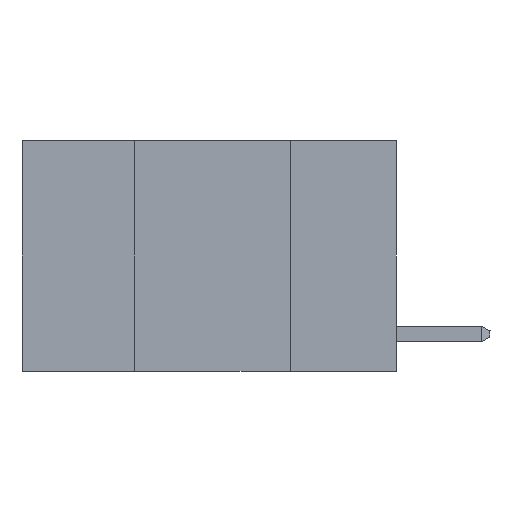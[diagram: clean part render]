
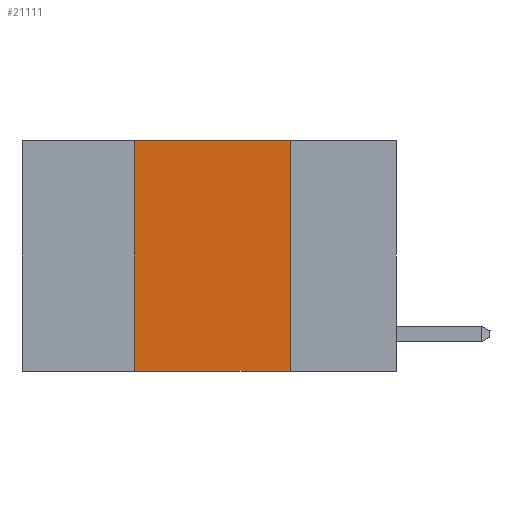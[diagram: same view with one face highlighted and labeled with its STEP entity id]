
A CAD part, left-side view. The second image highlights one B-rep face of the part: STEP entity #21111.
In plain terms, the highlighted planar face has unit normal (-1, 0, 0).
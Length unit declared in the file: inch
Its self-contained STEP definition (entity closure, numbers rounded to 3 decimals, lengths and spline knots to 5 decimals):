
#932 = DIRECTION ( 'NONE',  ( 0., 0., -1. ) ) ;
#1226 = CARTESIAN_POINT ( 'NONE',  ( 0., 0.42, 0. ) ) ;
#1939 = DIRECTION ( 'NONE',  ( 0., 0., -1. ) ) ;
#2277 = VERTEX_POINT ( 'NONE', #28521 ) ;
#2366 = VERTEX_POINT ( 'NONE', #17339 ) ;
#2573 = VERTEX_POINT ( 'NONE', #25168 ) ;
#2929 = VECTOR ( 'NONE', #28509, 39.37008 ) ;
#4179 = CARTESIAN_POINT ( 'NONE',  ( 0., 0.17, 0. ) ) ;
#5340 = CARTESIAN_POINT ( 'NONE',  ( 0., 0.6, 0. ) ) ;
#7830 = ORIENTED_EDGE ( 'NONE', *, *, #17999, .F. ) ;
#11402 = DIRECTION ( 'NONE',  ( 1., 0., 0. ) ) ;
#12284 = LINE ( 'NONE', #5340, #22804 ) ;
#12410 = PLANE ( 'NONE',  #19566 ) ;
#14634 = ORIENTED_EDGE ( 'NONE', *, *, #28678, .T. ) ;
#14963 = LINE ( 'NONE', #1226, #19100 ) ;
#15784 = VECTOR ( 'NONE', #1939, 39.37008 ) ;
#16083 = CARTESIAN_POINT ( 'NONE',  ( 0., 0.6, 0. ) ) ;
#16250 = EDGE_LOOP ( 'NONE', ( #21560, #7830, #22493, #14634 ) ) ;
#16643 = FACE_OUTER_BOUND ( 'NONE', #16250, .T. ) ;
#17329 = LINE ( 'NONE', #26388, #2929 ) ;
#17339 = CARTESIAN_POINT ( 'NONE',  ( 0., 0.17, -0.37 ) ) ;
#17999 = EDGE_CURVE ( 'NONE', #26704, #2573, #12284, .T. ) ;
#19100 = VECTOR ( 'NONE', #28860, 39.37008 ) ;
#19566 = AXIS2_PLACEMENT_3D ( 'NONE', #16083, #11402, #932 ) ;
#20823 = LINE ( 'NONE', #4179, #15784 ) ;
#21111 = ADVANCED_FACE ( 'NONE', ( #16643 ), #12410, .F. ) ;
#21231 = EDGE_CURVE ( 'NONE', #2277, #26704, #14963, .T. ) ;
#21500 = DIRECTION ( 'NONE',  ( 0., -1., 0. ) ) ;
#21560 = ORIENTED_EDGE ( 'NONE', *, *, #23069, .F. ) ;
#22493 = ORIENTED_EDGE ( 'NONE', *, *, #21231, .F. ) ;
#22804 = VECTOR ( 'NONE', #21500, 39.37008 ) ;
#23069 = EDGE_CURVE ( 'NONE', #2573, #2366, #20823, .T. ) ;
#25168 = CARTESIAN_POINT ( 'NONE',  ( 0., 0.17, 0. ) ) ;
#26388 = CARTESIAN_POINT ( 'NONE',  ( 0., 0.6, -0.37 ) ) ;
#26704 = VERTEX_POINT ( 'NONE', #27184 ) ;
#27184 = CARTESIAN_POINT ( 'NONE',  ( 0., 0.42, 0. ) ) ;
#28509 = DIRECTION ( 'NONE',  ( 0., -1., 0. ) ) ;
#28521 = CARTESIAN_POINT ( 'NONE',  ( 0., 0.42, -0.37 ) ) ;
#28678 = EDGE_CURVE ( 'NONE', #2277, #2366, #17329, .T. ) ;
#28860 = DIRECTION ( 'NONE',  ( 0., 0., 1. ) ) ;
